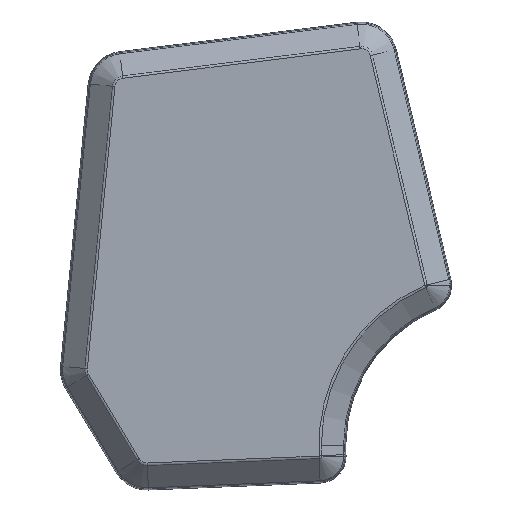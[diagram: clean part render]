
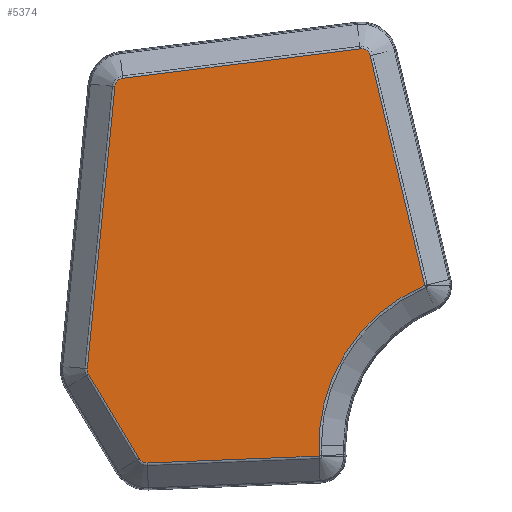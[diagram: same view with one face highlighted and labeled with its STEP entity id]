
A CAD part, top view. The second image highlights one B-rep face of the part: STEP entity #5374.
In plain terms, the highlighted planar face has unit normal (0, 0, 1).
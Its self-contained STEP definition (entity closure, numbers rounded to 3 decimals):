
#29 = CARTESIAN_POINT ( 'NONE',  ( -68.782, -2.985, 17.78 ) ) ;
#31 = CARTESIAN_POINT ( 'NONE',  ( -54.439, 109.557, 17.78 ) ) ;
#137 = VERTEX_POINT ( 'NONE', #19203 ) ;
#203 = DIRECTION ( 'NONE',  ( 0., 0., -1. ) ) ;
#434 = CARTESIAN_POINT ( 'NONE',  ( -39.097, 45.007, 17.78 ) ) ;
#534 = CIRCLE ( 'NONE', #16845, 2.561 ) ;
#563 = VERTEX_POINT ( 'NONE', #6690 ) ;
#1106 = CIRCLE ( 'NONE', #4351, 48.874 ) ;
#1250 = DIRECTION ( 'NONE',  ( 1., 0., 0. ) ) ;
#1354 = CARTESIAN_POINT ( 'NONE',  ( -131.423, 21.305, 17.78 ) ) ;
#1586 = CARTESIAN_POINT ( 'NONE',  ( -39.097, 45.002, 17.78 ) ) ;
#1601 = VECTOR ( 'NONE', #13846, 1000. ) ;
#1603 = VERTEX_POINT ( 'NONE', #11362 ) ;
#1650 = ORIENTED_EDGE ( 'NONE', *, *, #12572, .F. ) ;
#1709 = AXIS2_PLACEMENT_3D ( 'NONE', #5885, #16841, #7468 ) ;
#1878 = CIRCLE ( 'NONE', #1709, 0.021 ) ;
#2408 = CARTESIAN_POINT ( 'NONE',  ( -68.804, -2.985, 17.78 ) ) ;
#2563 = CARTESIAN_POINT ( 'NONE',  ( -117.2, -2.4, 17.78 ) ) ;
#2629 = DIRECTION ( 'NONE',  ( 0., 0., -1. ) ) ;
#2856 = CARTESIAN_POINT ( 'NONE',  ( -117.097, -4.959, 17.78 ) ) ;
#2930 = DIRECTION ( 'NONE',  ( 1., 0., 0. ) ) ;
#2962 = VERTEX_POINT ( 'NONE', #16137 ) ;
#3255 = VECTOR ( 'NONE', #13458, 1000. ) ;
#3274 = ORIENTED_EDGE ( 'NONE', *, *, #13527, .F. ) ;
#3425 = LINE ( 'NONE', #6141, #14888 ) ;
#3822 = VERTEX_POINT ( 'NONE', #13328 ) ;
#3929 = AXIS2_PLACEMENT_3D ( 'NONE', #4551, #15502, #6100 ) ;
#4005 = DIRECTION ( 'NONE',  ( 1., 0., 0. ) ) ;
#4043 = ORIENTED_EDGE ( 'NONE', *, *, #16517, .F. ) ;
#4142 = DIRECTION ( 'NONE',  ( 1., 0., 0. ) ) ;
#4209 = LINE ( 'NONE', #15120, #3255 ) ;
#4344 = VECTOR ( 'NONE', #15570, 1000. ) ;
#4351 = AXIS2_PLACEMENT_3D ( 'NONE', #19989, #10518, #1250 ) ;
#4397 = ORIENTED_EDGE ( 'NONE', *, *, #16313, .F. ) ;
#4488 = DIRECTION ( 'NONE',  ( 0., 0., -1. ) ) ;
#4551 = CARTESIAN_POINT ( 'NONE',  ( -123.652, 100.679, 17.78 ) ) ;
#4757 = CARTESIAN_POINT ( 'NONE',  ( -39.11, 44.983, 17.78 ) ) ;
#4851 = EDGE_CURVE ( 'NONE', #2962, #563, #534, .T. ) ;
#4924 = EDGE_CURVE ( 'NONE', #6498, #19462, #12715, .T. ) ;
#5295 = ORIENTED_EDGE ( 'NONE', *, *, #15415, .F. ) ;
#5374 = ADVANCED_FACE ( 'NONE', ( #9980 ), #10212, .F. ) ;
#5797 = VERTEX_POINT ( 'NONE', #11651 ) ;
#5885 = CARTESIAN_POINT ( 'NONE',  ( -68.804, -2.985, 17.78 ) ) ;
#6072 = EDGE_CURVE ( 'NONE', #19462, #10170, #18234, .T. ) ;
#6100 = DIRECTION ( 'NONE',  ( 1., 0., 0. ) ) ;
#6141 = CARTESIAN_POINT ( 'NONE',  ( -39.097, 45.007, 17.78 ) ) ;
#6498 = VERTEX_POINT ( 'NONE', #16430 ) ;
#6690 = CARTESIAN_POINT ( 'NONE',  ( -119.396, -3.718, 17.78 ) ) ;
#7044 = EDGE_CURVE ( 'NONE', #563, #6498, #4209, .T. ) ;
#7315 = CIRCLE ( 'NONE', #14613, 0.021 ) ;
#7386 = ORIENTED_EDGE ( 'NONE', *, *, #4851, .F. ) ;
#7468 = DIRECTION ( 'NONE',  ( 1., 0., 0. ) ) ;
#7478 = EDGE_LOOP ( 'NONE', ( #1650, #9380, #11590, #20188, #11696, #7386, #9524, #4043, #7654, #3274, #17644, #9123, #5295, #4397 ) ) ;
#7497 = CARTESIAN_POINT ( 'NONE',  ( -126.201, 100.929, 17.78 ) ) ;
#7654 = ORIENTED_EDGE ( 'NONE', *, *, #13011, .F. ) ;
#7761 = VERTEX_POINT ( 'NONE', #29 ) ;
#7878 = VECTOR ( 'NONE', #19958, 1000. ) ;
#8453 = LINE ( 'NONE', #12487, #4344 ) ;
#8803 = DIRECTION ( 'NONE',  ( 0., 0., -1. ) ) ;
#9123 = ORIENTED_EDGE ( 'NONE', *, *, #19862, .F. ) ;
#9380 = ORIENTED_EDGE ( 'NONE', *, *, #12454, .F. ) ;
#9520 = CARTESIAN_POINT ( 'NONE',  ( -39.118, 45.002, 17.78 ) ) ;
#9524 = ORIENTED_EDGE ( 'NONE', *, *, #18741, .F. ) ;
#9540 = AXIS2_PLACEMENT_3D ( 'NONE', #9520, #203, #11103 ) ;
#9975 = VERTEX_POINT ( 'NONE', #1586 ) ;
#9980 = FACE_OUTER_BOUND ( 'NONE', #7478, .T. ) ;
#10170 = VERTEX_POINT ( 'NONE', #14464 ) ;
#10212 = PLANE ( 'NONE',  #16326 ) ;
#10518 = DIRECTION ( 'NONE',  ( 0., 0., 1. ) ) ;
#11103 = DIRECTION ( 'NONE',  ( 1., 0., 0. ) ) ;
#11104 = VERTEX_POINT ( 'NONE', #4757 ) ;
#11105 = VERTEX_POINT ( 'NONE', #31 ) ;
#11362 = CARTESIAN_POINT ( 'NONE',  ( -123.967, 103.221, 17.78 ) ) ;
#11590 = ORIENTED_EDGE ( 'NONE', *, *, #6072, .F. ) ;
#11651 = CARTESIAN_POINT ( 'NONE',  ( -57.247, 111.506, 17.78 ) ) ;
#11696 = ORIENTED_EDGE ( 'NONE', *, *, #7044, .F. ) ;
#11948 = CARTESIAN_POINT ( 'NONE',  ( -39.118, 45.002, 17.78 ) ) ;
#12208 = DIRECTION ( 'NONE',  ( 0., 0., -1. ) ) ;
#12454 = EDGE_CURVE ( 'NONE', #10170, #1603, #15102, .T. ) ;
#12487 = CARTESIAN_POINT ( 'NONE',  ( -57.247, 111.506, 17.78 ) ) ;
#12572 = EDGE_CURVE ( 'NONE', #1603, #5797, #8453, .T. ) ;
#12715 = CIRCLE ( 'NONE', #13288, 2.561 ) ;
#12795 = VERTEX_POINT ( 'NONE', #434 ) ;
#13011 = EDGE_CURVE ( 'NONE', #137, #7761, #1878, .T. ) ;
#13288 = AXIS2_PLACEMENT_3D ( 'NONE', #1354, #12208, #2930 ) ;
#13328 = CARTESIAN_POINT ( 'NONE',  ( -68.803, -3.007, 17.78 ) ) ;
#13349 = DIRECTION ( 'NONE',  ( 0., 0., -1. ) ) ;
#13449 = CIRCLE ( 'NONE', #17529, 2.561 ) ;
#13458 = DIRECTION ( 'NONE',  ( -0.514, 0.857, 0. ) ) ;
#13491 = DIRECTION ( 'NONE',  ( 0., 0., -1. ) ) ;
#13527 = EDGE_CURVE ( 'NONE', #11104, #137, #1106, .T. ) ;
#13554 = DIRECTION ( 'NONE',  ( 1., 0., 0. ) ) ;
#13839 = CARTESIAN_POINT ( 'NONE',  ( -56.931, 108.964, 17.78 ) ) ;
#13846 = DIRECTION ( 'NONE',  ( 0.097, 0.995, 0. ) ) ;
#14464 = CARTESIAN_POINT ( 'NONE',  ( -126.201, 100.929, 17.78 ) ) ;
#14542 = CARTESIAN_POINT ( 'NONE',  ( -133.972, 21.555, 17.78 ) ) ;
#14613 = AXIS2_PLACEMENT_3D ( 'NONE', #2408, #13349, #4005 ) ;
#14888 = VECTOR ( 'NONE', #20283, 1000. ) ;
#15102 = CIRCLE ( 'NONE', #3929, 2.561 ) ;
#15120 = CARTESIAN_POINT ( 'NONE',  ( -133.619, 19.987, 17.78 ) ) ;
#15415 = EDGE_CURVE ( 'NONE', #11105, #12795, #3425, .T. ) ;
#15435 = DIRECTION ( 'NONE',  ( 1., 0., 0. ) ) ;
#15502 = DIRECTION ( 'NONE',  ( 0., 0., -1. ) ) ;
#15570 = DIRECTION ( 'NONE',  ( 0.992, 0.123, 0. ) ) ;
#16137 = CARTESIAN_POINT ( 'NONE',  ( -117.097, -4.959, 17.78 ) ) ;
#16313 = EDGE_CURVE ( 'NONE', #5797, #11105, #13449, .T. ) ;
#16326 = AXIS2_PLACEMENT_3D ( 'NONE', #18207, #8803, #19803 ) ;
#16430 = CARTESIAN_POINT ( 'NONE',  ( -133.619, 19.987, 17.78 ) ) ;
#16517 = EDGE_CURVE ( 'NONE', #7761, #3822, #7315, .T. ) ;
#16556 = EDGE_CURVE ( 'NONE', #9975, #11104, #17367, .T. ) ;
#16578 = CIRCLE ( 'NONE', #9540, 0.021 ) ;
#16841 = DIRECTION ( 'NONE',  ( 0., 0., -1. ) ) ;
#16845 = AXIS2_PLACEMENT_3D ( 'NONE', #2563, #13491, #4142 ) ;
#17367 = CIRCLE ( 'NONE', #19904, 0.021 ) ;
#17529 = AXIS2_PLACEMENT_3D ( 'NONE', #13839, #4488, #15435 ) ;
#17644 = ORIENTED_EDGE ( 'NONE', *, *, #16556, .F. ) ;
#18207 = CARTESIAN_POINT ( 'NONE',  ( -68.804, -2.985, 17.78 ) ) ;
#18234 = LINE ( 'NONE', #7497, #1601 ) ;
#18741 = EDGE_CURVE ( 'NONE', #3822, #2962, #19937, .T. ) ;
#19203 = CARTESIAN_POINT ( 'NONE',  ( -68.782, -2.984, 17.78 ) ) ;
#19462 = VERTEX_POINT ( 'NONE', #14542 ) ;
#19803 = DIRECTION ( 'NONE',  ( 1., 0., 0. ) ) ;
#19862 = EDGE_CURVE ( 'NONE', #12795, #9975, #16578, .T. ) ;
#19904 = AXIS2_PLACEMENT_3D ( 'NONE', #11948, #2629, #13554 ) ;
#19937 = LINE ( 'NONE', #2856, #7878 ) ;
#19958 = DIRECTION ( 'NONE',  ( -0.999, -0.04, 0. ) ) ;
#19989 = CARTESIAN_POINT ( 'NONE',  ( -20., 0., 17.78 ) ) ;
#20188 = ORIENTED_EDGE ( 'NONE', *, *, #4924, .F. ) ;
#20283 = DIRECTION ( 'NONE',  ( 0.231, -0.973, 0. ) ) ;
